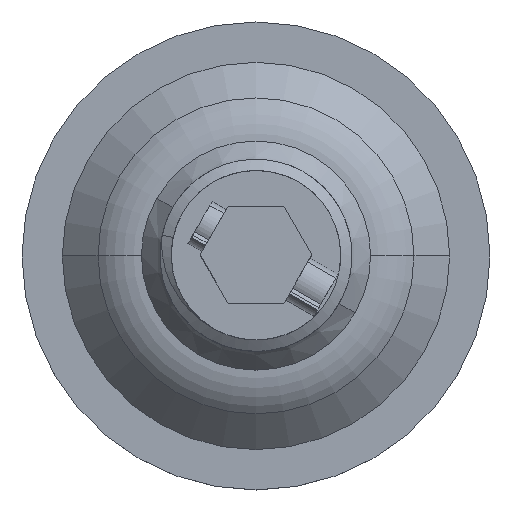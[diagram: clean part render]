
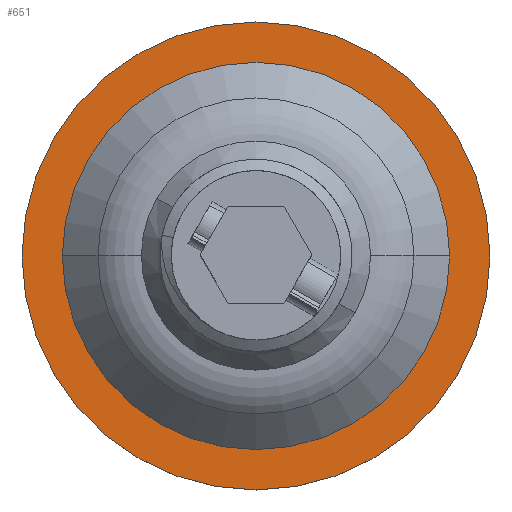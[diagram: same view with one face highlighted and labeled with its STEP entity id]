
A CAD part, top view. The second image highlights one B-rep face of the part: STEP entity #651.
In plain terms, the highlighted planar face has unit normal (0, 0, 1).
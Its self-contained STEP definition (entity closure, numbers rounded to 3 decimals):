
#82 = AXIS2_PLACEMENT_3D ( 'NONE', #810, #1120, #2933 ) ;
#104 = CARTESIAN_POINT ( 'NONE',  ( -12., 0., -3.4 ) ) ;
#117 = CARTESIAN_POINT ( 'NONE',  ( -14.5, 0., -3.4 ) ) ;
#154 = EDGE_LOOP ( 'NONE', ( #2422, #714 ) ) ;
#248 = ORIENTED_EDGE ( 'NONE', *, *, #764, .F. ) ;
#256 = ORIENTED_EDGE ( 'NONE', *, *, #2372, .F. ) ;
#417 = VERTEX_POINT ( 'NONE', #117 ) ;
#651 = ADVANCED_FACE ( 'NONE', ( #3376, #1703 ), #800, .F. ) ;
#658 = DIRECTION ( 'NONE',  ( -1., 0., 0. ) ) ;
#714 = ORIENTED_EDGE ( 'NONE', *, *, #1291, .T. ) ;
#764 = EDGE_CURVE ( 'NONE', #960, #417, #1908, .T. ) ;
#800 = PLANE ( 'NONE',  #82 ) ;
#810 = CARTESIAN_POINT ( 'NONE',  ( 12., 0., -3.4 ) ) ;
#862 = DIRECTION ( 'NONE',  ( 0., 0., -1. ) ) ;
#960 = VERTEX_POINT ( 'NONE', #2708 ) ;
#1063 = CIRCLE ( 'NONE', #3267, 12. ) ;
#1089 = CARTESIAN_POINT ( 'NONE',  ( 0., 0., -3.4 ) ) ;
#1120 = DIRECTION ( 'NONE',  ( 0., 0., -1. ) ) ;
#1291 = EDGE_CURVE ( 'NONE', #3197, #3112, #3389, .T. ) ;
#1334 = CARTESIAN_POINT ( 'NONE',  ( 0., 0., -3.4 ) ) ;
#1397 = DIRECTION ( 'NONE',  ( -1., 0., 0. ) ) ;
#1462 = DIRECTION ( 'NONE',  ( -1., 0., 0. ) ) ;
#1641 = DIRECTION ( 'NONE',  ( 0., 0., -1. ) ) ;
#1663 = CARTESIAN_POINT ( 'NONE',  ( 12., 0., -3.4 ) ) ;
#1703 = FACE_BOUND ( 'NONE', #154, .T. ) ;
#1808 = AXIS2_PLACEMENT_3D ( 'NONE', #1334, #1641, #658 ) ;
#1908 = CIRCLE ( 'NONE', #1921, 14.5 ) ;
#1921 = AXIS2_PLACEMENT_3D ( 'NONE', #2129, #862, #1462 ) ;
#2129 = CARTESIAN_POINT ( 'NONE',  ( 0., 0., -3.4 ) ) ;
#2149 = AXIS2_PLACEMENT_3D ( 'NONE', #1089, #2371, #1397 ) ;
#2269 = CARTESIAN_POINT ( 'NONE',  ( 0., 0., -3.4 ) ) ;
#2371 = DIRECTION ( 'NONE',  ( 0., 0., -1. ) ) ;
#2372 = EDGE_CURVE ( 'NONE', #417, #960, #2457, .T. ) ;
#2422 = ORIENTED_EDGE ( 'NONE', *, *, #3183, .T. ) ;
#2457 = CIRCLE ( 'NONE', #2149, 14.5 ) ;
#2708 = CARTESIAN_POINT ( 'NONE',  ( 14.5, 0., -3.4 ) ) ;
#2933 = DIRECTION ( 'NONE',  ( -1., 0., 0. ) ) ;
#2959 = EDGE_LOOP ( 'NONE', ( #256, #248 ) ) ;
#3112 = VERTEX_POINT ( 'NONE', #104 ) ;
#3158 = DIRECTION ( 'NONE',  ( -1., 0., 0. ) ) ;
#3183 = EDGE_CURVE ( 'NONE', #3112, #3197, #1063, .T. ) ;
#3197 = VERTEX_POINT ( 'NONE', #1663 ) ;
#3267 = AXIS2_PLACEMENT_3D ( 'NONE', #2269, #3495, #3158 ) ;
#3376 = FACE_OUTER_BOUND ( 'NONE', #2959, .T. ) ;
#3389 = CIRCLE ( 'NONE', #1808, 12. ) ;
#3495 = DIRECTION ( 'NONE',  ( 0., 0., -1. ) ) ;
